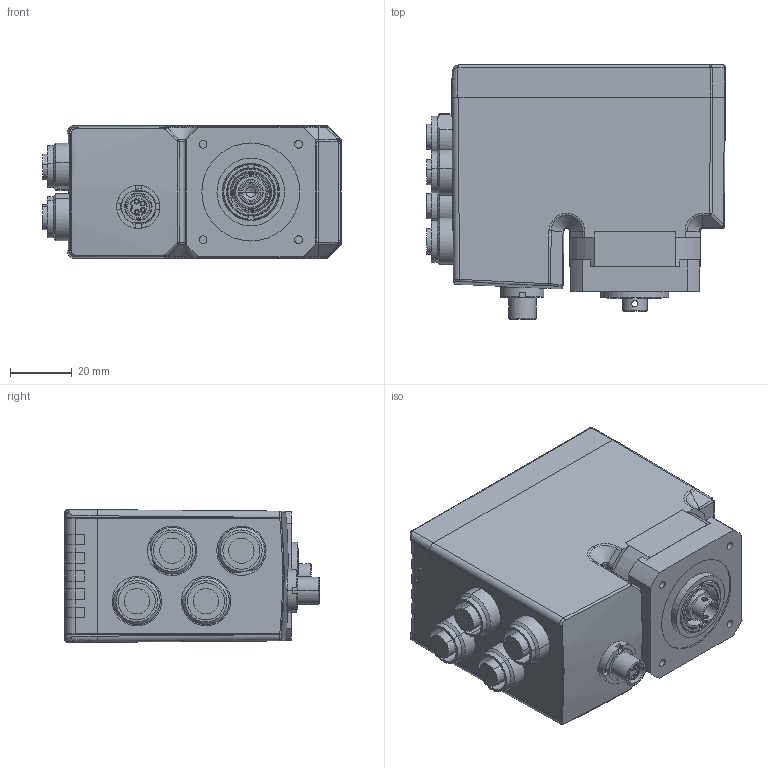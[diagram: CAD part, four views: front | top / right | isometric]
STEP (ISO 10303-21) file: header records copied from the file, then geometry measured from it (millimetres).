
FILE_DESCRIPTION (( 'STEP AP214' ), '1' );
FILE_NAME ('MIS171S59 radial R1.STEP', '2020-05-27T14:34:23', ( '' ), ( '' ), 'SwSTEP 2.0', 'SolidWorks 2018', '' );
FILE_SCHEMA (( 'AUTOMOTIVE_DESIGN' ));
Length unit declared in the file: millimetre
Products named in the file (2): MIS171S59 radial R1
Bounding box: 96.94 x 82.5 x 43.06 mm (x, y, z)
Volume: 266132.7 mm3; surface area: 33903 mm2
Topology: 3 solids, 4 shells, 633 faces, 1529 edges, 926 vertices
Faces by surface type: plane 255, cylinder 234, cone 56, bspline 55, torus 27, sphere 6
Entity records: 29465 total; most frequent: CARTESIAN_POINT 8353, ORIENTED_EDGE 3034, DIRECTION 2851, EDGE_CURVE 1517, AXIS2_PLACEMENT_3D 1096, VERTEX_POINT 926, EDGE_LOOP 691, VECTOR 659
